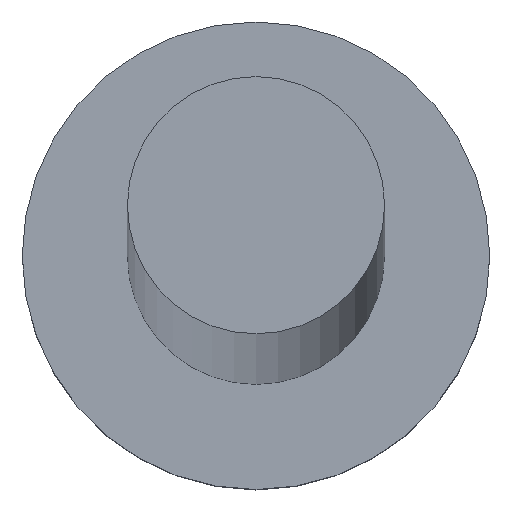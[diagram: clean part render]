
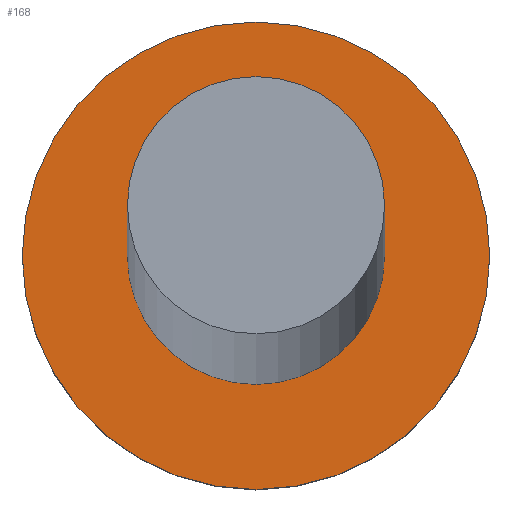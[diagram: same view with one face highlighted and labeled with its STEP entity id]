
A CAD part, top view. The second image highlights one B-rep face of the part: STEP entity #168.
In plain terms, the highlighted planar face has unit normal (0, 0, 1).
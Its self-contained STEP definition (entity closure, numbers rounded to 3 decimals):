
#17 = AXIS2_PLACEMENT_3D ( 'NONE', #72, #100, #44 ) ;
#25 = VERTEX_POINT ( 'NONE', #182 ) ;
#28 = EDGE_CURVE ( 'NONE', #25, #144, #227, .T. ) ;
#30 = AXIS2_PLACEMENT_3D ( 'NONE', #58, #37, #112 ) ;
#35 = DIRECTION ( 'NONE',  ( 1., 0., 0. ) ) ;
#36 = CARTESIAN_POINT ( 'NONE',  ( -1.1, 0., 2. ) ) ;
#37 = DIRECTION ( 'NONE',  ( 0., 0., 1. ) ) ;
#44 = DIRECTION ( 'NONE',  ( 1., 0., 0. ) ) ;
#49 = DIRECTION ( 'NONE',  ( 0., 0., 1. ) ) ;
#58 = CARTESIAN_POINT ( 'NONE',  ( 0., 0., 2. ) ) ;
#66 = ORIENTED_EDGE ( 'NONE', *, *, #115, .F. ) ;
#72 = CARTESIAN_POINT ( 'NONE',  ( 0., 0., 2. ) ) ;
#85 = DIRECTION ( 'NONE',  ( 0., 0., 1. ) ) ;
#88 = VERTEX_POINT ( 'NONE', #239 ) ;
#99 = AXIS2_PLACEMENT_3D ( 'NONE', #111, #49, #35 ) ;
#100 = DIRECTION ( 'NONE',  ( 0., 0., 1. ) ) ;
#102 = DIRECTION ( 'NONE',  ( 1., 0., 0. ) ) ;
#111 = CARTESIAN_POINT ( 'NONE',  ( 0., 0., 2. ) ) ;
#112 = DIRECTION ( 'NONE',  ( 1., 0., 0. ) ) ;
#115 = EDGE_CURVE ( 'NONE', #144, #25, #255, .T. ) ;
#124 = EDGE_LOOP ( 'NONE', ( #201, #236 ) ) ;
#134 = AXIS2_PLACEMENT_3D ( 'NONE', #167, #183, #151 ) ;
#143 = EDGE_LOOP ( 'NONE', ( #66, #178 ) ) ;
#144 = VERTEX_POINT ( 'NONE', #36 ) ;
#147 = CIRCLE ( 'NONE', #134, 2. ) ;
#151 = DIRECTION ( 'NONE',  ( 1., 0., 0. ) ) ;
#160 = VERTEX_POINT ( 'NONE', #171 ) ;
#167 = CARTESIAN_POINT ( 'NONE',  ( 0., 0., 2. ) ) ;
#168 = ADVANCED_FACE ( 'NONE', ( #247, #208 ), #170, .T. ) ;
#170 = PLANE ( 'NONE',  #99 ) ;
#171 = CARTESIAN_POINT ( 'NONE',  ( -2., 0., 2. ) ) ;
#178 = ORIENTED_EDGE ( 'NONE', *, *, #28, .F. ) ;
#182 = CARTESIAN_POINT ( 'NONE',  ( 1.1, 0., 2. ) ) ;
#183 = DIRECTION ( 'NONE',  ( 0., 0., 1. ) ) ;
#189 = EDGE_CURVE ( 'NONE', #160, #88, #147, .T. ) ;
#199 = CIRCLE ( 'NONE', #30, 2. ) ;
#201 = ORIENTED_EDGE ( 'NONE', *, *, #189, .T. ) ;
#204 = CARTESIAN_POINT ( 'NONE',  ( 0., 0., 2. ) ) ;
#208 = FACE_OUTER_BOUND ( 'NONE', #124, .T. ) ;
#211 = AXIS2_PLACEMENT_3D ( 'NONE', #204, #85, #102 ) ;
#227 = CIRCLE ( 'NONE', #17, 1.1 ) ;
#236 = ORIENTED_EDGE ( 'NONE', *, *, #240, .T. ) ;
#239 = CARTESIAN_POINT ( 'NONE',  ( 2., 0., 2. ) ) ;
#240 = EDGE_CURVE ( 'NONE', #88, #160, #199, .T. ) ;
#247 = FACE_BOUND ( 'NONE', #143, .T. ) ;
#255 = CIRCLE ( 'NONE', #211, 1.1 ) ;
